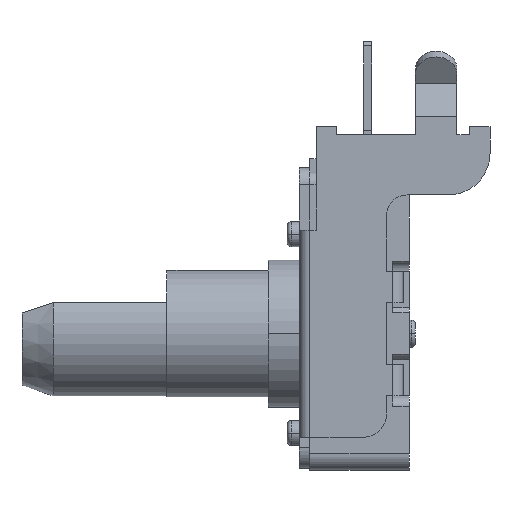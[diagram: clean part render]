
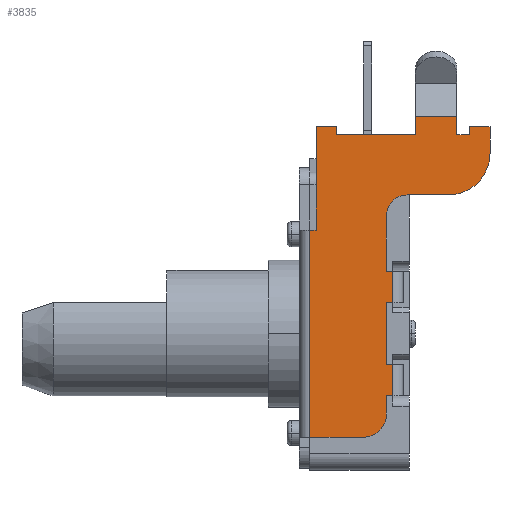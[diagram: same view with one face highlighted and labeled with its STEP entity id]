
A CAD part, left-side view. The second image highlights one B-rep face of the part: STEP entity #3835.
In plain terms, the highlighted planar face has unit normal (-1, 0, 0).
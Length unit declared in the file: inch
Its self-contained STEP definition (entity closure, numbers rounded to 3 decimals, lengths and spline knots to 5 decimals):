
#13=DIRECTION('',(0.,0.,-1.));
#14=VECTOR('',#13,0.89153);
#15=CARTESIAN_POINT('',(-5.9,-0.3,10.49153));
#16=LINE('',#15,#14);
#69=DIRECTION('',(0.,0.,-1.));
#70=VECTOR('',#69,0.89153);
#71=CARTESIAN_POINT('',(-5.9,-2.3,10.49153));
#72=LINE('',#71,#70);
#154=DIRECTION('',(0.,1.,0.));
#155=VECTOR('',#154,0.3);
#156=CARTESIAN_POINT('',(-5.9,4.5,5.));
#157=LINE('',#156,#155);
#158=DIRECTION('',(0.,0.,-1.));
#159=VECTOR('',#158,5.);
#160=CARTESIAN_POINT('',(-5.9,4.5,10.));
#161=LINE('',#160,#159);
#162=DIRECTION('',(0.,1.,0.));
#163=VECTOR('',#162,1.);
#164=CARTESIAN_POINT('',(-5.9,3.5,10.));
#165=LINE('',#164,#163);
#166=DIRECTION('',(0.,0.,1.));
#167=VECTOR('',#166,0.4);
#168=CARTESIAN_POINT('',(-5.9,3.5,9.6));
#169=LINE('',#168,#167);
#170=DIRECTION('',(0.,1.,0.));
#171=VECTOR('',#170,3.8);
#172=CARTESIAN_POINT('',(-5.9,-0.3,9.6));
#173=LINE('',#172,#171);
#174=DIRECTION('',(0.,-1.,0.));
#175=VECTOR('',#174,2.);
#176=CARTESIAN_POINT('',(-5.9,-0.3,10.49153));
#177=LINE('',#176,#175);
#178=DIRECTION('',(0.,1.,0.));
#179=VECTOR('',#178,0.6);
#180=CARTESIAN_POINT('',(-5.9,-2.9,9.6));
#181=LINE('',#180,#179);
#182=DIRECTION('',(0.,0.,-1.));
#183=VECTOR('',#182,0.4);
#184=CARTESIAN_POINT('',(-5.9,-2.9,10.));
#185=LINE('',#184,#183);
#186=DIRECTION('',(0.,1.,0.));
#187=VECTOR('',#186,1.);
#188=CARTESIAN_POINT('',(-5.9,-3.9,10.));
#189=LINE('',#188,#187);
#190=DIRECTION('',(0.,0.,1.));
#191=VECTOR('',#190,1.3);
#192=CARTESIAN_POINT('',(-5.9,-3.9,8.7));
#193=LINE('',#192,#191);
#194=CARTESIAN_POINT('',(-5.9,-1.9,8.7));
#195=DIRECTION('',(-1.,0.,0.));
#196=DIRECTION('',(0.,0.,-1.));
#197=AXIS2_PLACEMENT_3D('',#194,#195,#196);
#199=DIRECTION('',(0.,-1.,0.));
#200=VECTOR('',#199,2.);
#201=CARTESIAN_POINT('',(-5.9,0.1,6.7));
#202=LINE('',#201,#200);
#203=CARTESIAN_POINT('',(-5.9,0.1,5.7));
#204=DIRECTION('',(1.,0.,0.));
#205=DIRECTION('',(0.,1.,0.));
#206=AXIS2_PLACEMENT_3D('',#203,#204,#205);
#208=DIRECTION('',(0.,0.,1.));
#209=VECTOR('',#208,2.7);
#210=CARTESIAN_POINT('',(-5.9,1.1,3.));
#211=LINE('',#210,#209);
#212=DIRECTION('',(0.,0.,1.));
#213=VECTOR('',#212,3.);
#214=CARTESIAN_POINT('',(-5.9,1.1,-1.5));
#215=LINE('',#214,#213);
#216=DIRECTION('',(0.,0.,1.));
#217=VECTOR('',#216,0.88035);
#218=CARTESIAN_POINT('',(-5.9,1.1,-3.88035));
#219=LINE('',#218,#217);
#220=CARTESIAN_POINT('',(-5.9,2.21965,-3.88035));
#221=DIRECTION('',(-1.,0.,0.));
#222=DIRECTION('',(0.,0.,-1.));
#223=AXIS2_PLACEMENT_3D('',#220,#221,#222);
#225=DIRECTION('',(0.,-1.,0.));
#226=VECTOR('',#225,2.58035);
#227=CARTESIAN_POINT('',(-5.9,4.8,-5.));
#228=LINE('',#227,#226);
#238=DIRECTION('',(0.,0.,-1.));
#239=VECTOR('',#238,10.);
#240=CARTESIAN_POINT('',(-5.9,4.8,5.));
#241=LINE('',#240,#239);
#1374=DIRECTION('',(0.,-1.,0.));
#1375=VECTOR('',#1374,0.3);
#1376=CARTESIAN_POINT('',(-5.9,1.1,1.5));
#1377=LINE('',#1376,#1375);
#1424=DIRECTION('',(0.,-1.,0.));
#1425=VECTOR('',#1424,0.3);
#1426=CARTESIAN_POINT('',(-5.9,1.1,3.));
#1427=LINE('',#1426,#1425);
#1436=DIRECTION('',(0.,0.,1.));
#1437=VECTOR('',#1436,1.5);
#1438=CARTESIAN_POINT('',(-5.9,0.8,1.5));
#1439=LINE('',#1438,#1437);
#1477=DIRECTION('',(0.,-1.,0.));
#1478=VECTOR('',#1477,0.3);
#1479=CARTESIAN_POINT('',(-5.9,1.1,-1.5));
#1480=LINE('',#1479,#1478);
#1485=DIRECTION('',(0.,-1.,0.));
#1486=VECTOR('',#1485,0.3);
#1487=CARTESIAN_POINT('',(-5.9,1.1,-3.));
#1488=LINE('',#1487,#1486);
#1502=DIRECTION('',(0.,0.,-1.));
#1503=VECTOR('',#1502,1.5);
#1504=CARTESIAN_POINT('',(-5.9,0.8,-1.5));
#1505=LINE('',#1504,#1503);
#3138=CARTESIAN_POINT('',(-5.9,2.21965,-5.));
#3139=CARTESIAN_POINT('',(-5.9,1.1,-3.88035));
#3140=VERTEX_POINT('',#3138);
#3141=VERTEX_POINT('',#3139);
#3142=CARTESIAN_POINT('',(-5.9,1.1,5.7));
#3143=CARTESIAN_POINT('',(-5.9,0.1,6.7));
#3144=VERTEX_POINT('',#3142);
#3145=VERTEX_POINT('',#3143);
#3146=CARTESIAN_POINT('',(-5.9,-1.9,6.7));
#3147=VERTEX_POINT('',#3146);
#3148=CARTESIAN_POINT('',(-5.9,-3.9,8.7));
#3149=VERTEX_POINT('',#3148);
#3150=CARTESIAN_POINT('',(-5.9,-3.9,10.));
#3151=VERTEX_POINT('',#3150);
#3152=CARTESIAN_POINT('',(-5.9,-2.9,10.));
#3153=VERTEX_POINT('',#3152);
#3154=CARTESIAN_POINT('',(-5.9,-2.9,9.6));
#3155=VERTEX_POINT('',#3154);
#3156=CARTESIAN_POINT('',(-5.9,3.5,9.6));
#3157=CARTESIAN_POINT('',(-5.9,3.5,10.));
#3158=VERTEX_POINT('',#3156);
#3159=VERTEX_POINT('',#3157);
#3160=CARTESIAN_POINT('',(-5.9,4.5,10.));
#3161=VERTEX_POINT('',#3160);
#3162=CARTESIAN_POINT('',(-5.9,4.5,5.));
#3163=VERTEX_POINT('',#3162);
#3196=CARTESIAN_POINT('',(-5.9,0.8,1.5));
#3198=VERTEX_POINT('',#3196);
#3202=CARTESIAN_POINT('',(-5.9,0.8,3.));
#3204=VERTEX_POINT('',#3202);
#3220=CARTESIAN_POINT('',(-5.9,1.1,1.5));
#3221=VERTEX_POINT('',#3220);
#3222=CARTESIAN_POINT('',(-5.9,1.1,3.));
#3223=VERTEX_POINT('',#3222);
#3224=CARTESIAN_POINT('',(-5.9,0.8,-1.5));
#3226=VERTEX_POINT('',#3224);
#3230=CARTESIAN_POINT('',(-5.9,0.8,-3.));
#3232=VERTEX_POINT('',#3230);
#3248=CARTESIAN_POINT('',(-5.9,1.1,-1.5));
#3249=VERTEX_POINT('',#3248);
#3250=CARTESIAN_POINT('',(-5.9,1.1,-3.));
#3251=VERTEX_POINT('',#3250);
#3259=CARTESIAN_POINT('',(-5.9,-0.3,10.49153));
#3261=VERTEX_POINT('',#3259);
#3269=CARTESIAN_POINT('',(-5.9,-2.3,10.49153));
#3271=VERTEX_POINT('',#3269);
#3273=CARTESIAN_POINT('',(-5.9,-0.3,9.6));
#3275=VERTEX_POINT('',#3273);
#3277=CARTESIAN_POINT('',(-5.9,-2.3,9.6));
#3279=VERTEX_POINT('',#3277);
#3554=CARTESIAN_POINT('',(-5.9,4.8,5.));
#3555=VERTEX_POINT('',#3554);
#3556=CARTESIAN_POINT('',(-5.9,4.8,-5.));
#3557=VERTEX_POINT('',#3556);
#3779=CARTESIAN_POINT('',(-5.9,0.,0.));
#3780=DIRECTION('',(-1.,0.,0.));
#3781=DIRECTION('',(0.,1.,0.));
#3782=AXIS2_PLACEMENT_3D('',#3779,#3780,#3781);
#3783=PLANE('',#3782);
#3785=ORIENTED_EDGE('',*,*,#3784,.F.);
#3787=ORIENTED_EDGE('',*,*,#3786,.F.);
#3789=ORIENTED_EDGE('',*,*,#3788,.F.);
#3791=ORIENTED_EDGE('',*,*,#3790,.F.);
#3793=ORIENTED_EDGE('',*,*,#3792,.F.);
#3794=ORIENTED_EDGE('',*,*,#3757,.F.);
#3795=ORIENTED_EDGE('',*,*,#3619,.F.);
#3796=ORIENTED_EDGE('',*,*,#3604,.T.);
#3797=ORIENTED_EDGE('',*,*,#3665,.T.);
#3798=ORIENTED_EDGE('',*,*,#3774,.F.);
#3800=ORIENTED_EDGE('',*,*,#3799,.F.);
#3802=ORIENTED_EDGE('',*,*,#3801,.F.);
#3804=ORIENTED_EDGE('',*,*,#3803,.F.);
#3806=ORIENTED_EDGE('',*,*,#3805,.F.);
#3808=ORIENTED_EDGE('',*,*,#3807,.F.);
#3810=ORIENTED_EDGE('',*,*,#3809,.F.);
#3812=ORIENTED_EDGE('',*,*,#3811,.F.);
#3814=ORIENTED_EDGE('',*,*,#3813,.T.);
#3816=ORIENTED_EDGE('',*,*,#3815,.F.);
#3818=ORIENTED_EDGE('',*,*,#3817,.F.);
#3820=ORIENTED_EDGE('',*,*,#3819,.F.);
#3822=ORIENTED_EDGE('',*,*,#3821,.T.);
#3824=ORIENTED_EDGE('',*,*,#3823,.T.);
#3826=ORIENTED_EDGE('',*,*,#3825,.F.);
#3828=ORIENTED_EDGE('',*,*,#3827,.F.);
#3830=ORIENTED_EDGE('',*,*,#3829,.F.);
#3832=ORIENTED_EDGE('',*,*,#3831,.F.);
#3833=EDGE_LOOP('',(#3785,#3787,#3789,#3791,#3793,#3794,#3795,#3796,#3797,#3798,
#3800,#3802,#3804,#3806,#3808,#3810,#3812,#3814,#3816,#3818,#3820,#3822,#3824,
#3826,#3828,#3830,#3832));
#3834=FACE_OUTER_BOUND('',#3833,.F.);
#3835=ADVANCED_FACE('',(#3834),#3783,.T.);
#198=CIRCLE('',#197,2.);
#207=CIRCLE('',#206,1.);
#224=CIRCLE('',#223,1.11965);
#3604=EDGE_CURVE('',#3261,#3271,#177,.T.);
#3619=EDGE_CURVE('',#3261,#3275,#16,.T.);
#3665=EDGE_CURVE('',#3271,#3279,#72,.T.);
#3757=EDGE_CURVE('',#3275,#3158,#173,.T.);
#3774=EDGE_CURVE('',#3155,#3279,#181,.T.);
#3784=EDGE_CURVE('',#3555,#3557,#241,.T.);
#3786=EDGE_CURVE('',#3163,#3555,#157,.T.);
#3788=EDGE_CURVE('',#3161,#3163,#161,.T.);
#3790=EDGE_CURVE('',#3159,#3161,#165,.T.);
#3792=EDGE_CURVE('',#3158,#3159,#169,.T.);
#3799=EDGE_CURVE('',#3153,#3155,#185,.T.);
#3801=EDGE_CURVE('',#3151,#3153,#189,.T.);
#3803=EDGE_CURVE('',#3149,#3151,#193,.T.);
#3805=EDGE_CURVE('',#3147,#3149,#198,.T.);
#3807=EDGE_CURVE('',#3145,#3147,#202,.T.);
#3809=EDGE_CURVE('',#3144,#3145,#207,.T.);
#3811=EDGE_CURVE('',#3223,#3144,#211,.T.);
#3813=EDGE_CURVE('',#3223,#3204,#1427,.T.);
#3815=EDGE_CURVE('',#3198,#3204,#1439,.T.);
#3817=EDGE_CURVE('',#3221,#3198,#1377,.T.);
#3819=EDGE_CURVE('',#3249,#3221,#215,.T.);
#3821=EDGE_CURVE('',#3249,#3226,#1480,.T.);
#3823=EDGE_CURVE('',#3226,#3232,#1505,.T.);
#3825=EDGE_CURVE('',#3251,#3232,#1488,.T.);
#3827=EDGE_CURVE('',#3141,#3251,#219,.T.);
#3829=EDGE_CURVE('',#3140,#3141,#224,.T.);
#3831=EDGE_CURVE('',#3557,#3140,#228,.T.);
